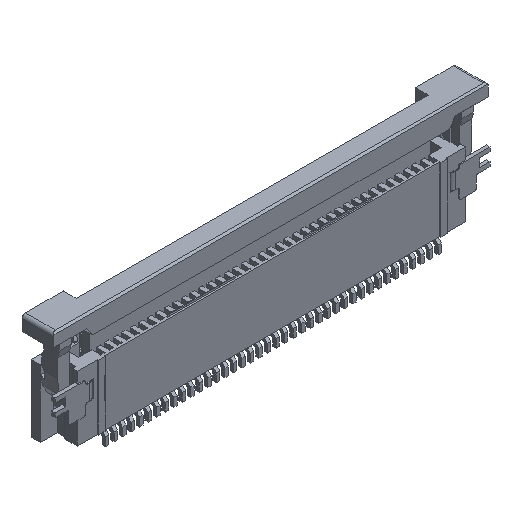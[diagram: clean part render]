
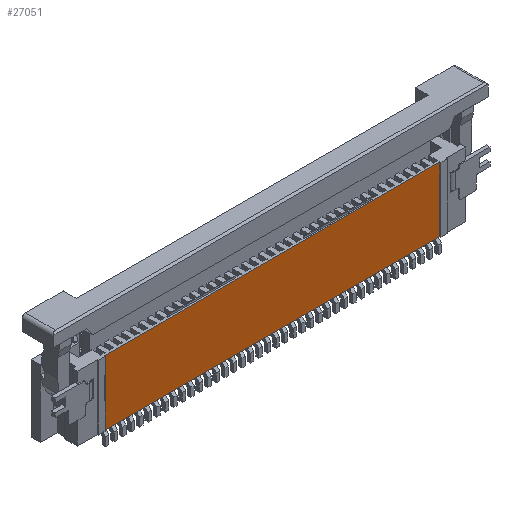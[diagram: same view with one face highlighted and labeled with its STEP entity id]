
A CAD part, isometric view. The second image highlights one B-rep face of the part: STEP entity #27051.
In plain terms, the highlighted planar face has unit normal (0, -1, 0).
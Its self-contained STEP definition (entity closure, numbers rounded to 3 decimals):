
#127=DIRECTION('',(0.,0.,1.));
#128=VECTOR('',#127,3.8);
#129=CARTESIAN_POINT('',(9.875,0.06,0.15));
#130=LINE('',#129,#128);
#131=DIRECTION('',(0.,0.,-1.));
#132=VECTOR('',#131,3.8);
#133=CARTESIAN_POINT('',(-9.825,0.06,3.95));
#134=LINE('',#133,#132);
#1271=DIRECTION('',(1.,0.,0.));
#1272=VECTOR('',#1271,19.7);
#1273=CARTESIAN_POINT('',(-9.825,0.06,3.95));
#1274=LINE('',#1273,#1272);
#3425=DIRECTION('',(1.,0.,0.));
#3426=VECTOR('',#3425,19.7);
#3427=CARTESIAN_POINT('',(-9.825,0.06,0.15));
#3428=LINE('',#3427,#3426);
#20443=CARTESIAN_POINT('',(-9.825,0.06,3.95));
#20444=CARTESIAN_POINT('',(9.875,0.06,3.95));
#20445=VERTEX_POINT('',#20443);
#20446=VERTEX_POINT('',#20444);
#20469=CARTESIAN_POINT('',(-9.825,0.06,0.15));
#20470=CARTESIAN_POINT('',(9.875,0.06,0.15));
#20471=VERTEX_POINT('',#20469);
#20472=VERTEX_POINT('',#20470);
#27036=CARTESIAN_POINT('',(0.,0.06,3.95));
#27037=DIRECTION('',(0.,-1.,0.));
#27038=DIRECTION('',(1.,0.,0.));
#27039=AXIS2_PLACEMENT_3D('',#27036,#27037,#27038);
#27040=PLANE('',#27039);
#27042=ORIENTED_EDGE('',*,*,#27041,.T.);
#27044=ORIENTED_EDGE('',*,*,#27043,.F.);
#27046=ORIENTED_EDGE('',*,*,#27045,.F.);
#27048=ORIENTED_EDGE('',*,*,#27047,.F.);
#27049=EDGE_LOOP('',(#27042,#27044,#27046,#27048));
#27050=FACE_OUTER_BOUND('',#27049,.F.);
#27051=ADVANCED_FACE('',(#27050),#27040,.T.);
#27041=EDGE_CURVE('',#20445,#20446,#1274,.T.);
#27043=EDGE_CURVE('',#20472,#20446,#130,.T.);
#27045=EDGE_CURVE('',#20471,#20472,#3428,.T.);
#27047=EDGE_CURVE('',#20445,#20471,#134,.T.);
